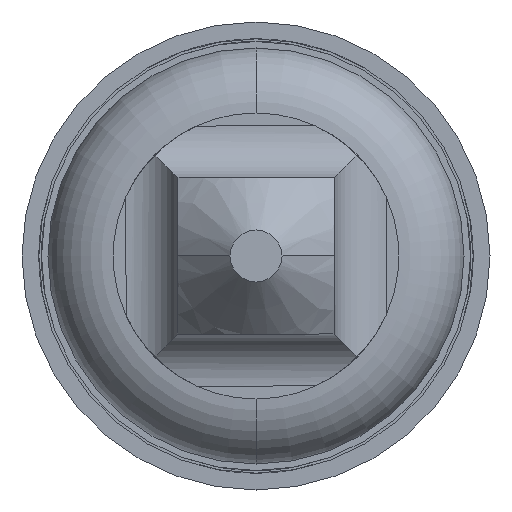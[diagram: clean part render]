
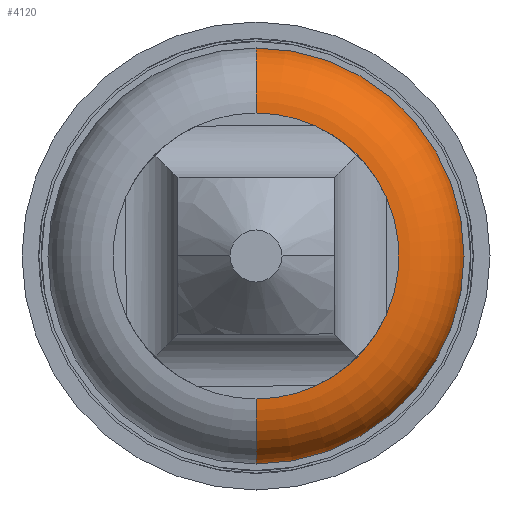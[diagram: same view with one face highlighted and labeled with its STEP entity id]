
A CAD part, front view. The second image highlights one B-rep face of the part: STEP entity #4120.
In plain terms, the highlighted toroidal (fillet/blend) face has major radius 0.55 mm and minor radius 0.25 mm.
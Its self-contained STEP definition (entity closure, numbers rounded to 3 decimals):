
#5 = EDGE_CURVE ( 'NONE', #1818, #4172, #951, .T. ) ;
#36 = VERTEX_POINT ( 'NONE', #2740 ) ;
#80 = EDGE_LOOP ( 'NONE', ( #5495, #2671, #3676, #1905, #3541, #325, #3161, #1449 ) ) ;
#289 = EDGE_CURVE ( 'Defeature ausgef�hrt1_44+Defeature ausgef�hrt1_62+Defeature ausgef�hrt1_59+Defeature ausgef�hrt1_59', #1818, #3879, #672, .T. ) ;
#325 = ORIENTED_EDGE ( 'NONE', *, *, #3473, .T. ) ;
#380 = TOROIDAL_SURFACE ( 'NONE', #983, 0.55, 0.25 ) ;
#672 = CIRCLE ( 'NONE', #3521, 0.55 ) ;
#712 = AXIS2_PLACEMENT_3D ( 'NONE', #3686, #4680, #947 ) ;
#897 = AXIS2_PLACEMENT_3D ( 'NONE', #1334, #3588, #5020 ) ;
#902 = DIRECTION ( 'NONE',  ( 0., 0., 1. ) ) ;
#947 = DIRECTION ( 'NONE',  ( 0., 0., 1. ) ) ;
#951 = CIRCLE ( 'NONE', #5229, 0.25 ) ;
#983 = AXIS2_PLACEMENT_3D ( 'NONE', #3331, #2468, #5742 ) ;
#1262 = VERTEX_POINT ( 'NONE', #4449 ) ;
#1334 = CARTESIAN_POINT ( 'NONE',  ( 0., -28.3, 0. ) ) ;
#1372 = DIRECTION ( 'NONE',  ( 0., 0., -1. ) ) ;
#1449 = ORIENTED_EDGE ( 'NONE', *, *, #1746, .T. ) ;
#1481 = CIRCLE ( 'NONE', #5859, 0.55 ) ;
#1485 = DIRECTION ( 'NONE',  ( -1., 0., 0. ) ) ;
#1520 = VERTEX_POINT ( 'NONE', #2441 ) ;
#1720 = EDGE_CURVE ( 'NONE', #5084, #1262, #1800, .T. ) ;
#1746 = EDGE_CURVE ( 'Defeature ausgef�hrt1_62+Defeature ausgef�hrt1_52+Defeature ausgef�hrt1_45+Defeature ausgef�hrt1_44', #36, #3879, #4641, .T. ) ;
#1800 = CIRCLE ( 'NONE', #5841, 0.25 ) ;
#1806 = DIRECTION ( 'NONE',  ( 0., 0., 1. ) ) ;
#1818 = VERTEX_POINT ( 'NONE', #4206 ) ;
#1849 = CARTESIAN_POINT ( 'NONE',  ( 0., -28.3, 0. ) ) ;
#1905 = ORIENTED_EDGE ( 'NONE', *, *, #1720, .F. ) ;
#1952 = CARTESIAN_POINT ( 'NONE',  ( 0.229, -28.3, 0.5 ) ) ;
#2124 = DIRECTION ( 'NONE',  ( 0., 1., 0. ) ) ;
#2352 = AXIS2_PLACEMENT_3D ( 'NONE', #5160, #2397, #902 ) ;
#2397 = DIRECTION ( 'NONE',  ( 0., -1., 0. ) ) ;
#2441 = CARTESIAN_POINT ( 'NONE',  ( 0.5, -28.3, 0.229 ) ) ;
#2468 = DIRECTION ( 'NONE',  ( 0., 1., 0. ) ) ;
#2671 = ORIENTED_EDGE ( 'NONE', *, *, #5, .T. ) ;
#2694 = CARTESIAN_POINT ( 'NONE',  ( 0., -28.3, 0.55 ) ) ;
#2740 = CARTESIAN_POINT ( 'NONE',  ( 0.5, -28.3, -0.229 ) ) ;
#2808 = DIRECTION ( 'NONE',  ( 0., -1., 0. ) ) ;
#2857 = EDGE_CURVE ( 'Defeature ausgef�hrt1_53+Defeature ausgef�hrt1_62+Defeature ausgef�hrt1_62+Defeature ausgef�hrt1_62', #1262, #4172, #3873, .T. ) ;
#3161 = ORIENTED_EDGE ( 'NONE', *, *, #4539, .F. ) ;
#3331 = CARTESIAN_POINT ( 'NONE',  ( 0., -28.05, 0. ) ) ;
#3473 = EDGE_CURVE ( 'Defeature ausgef�hrt1_62+Defeature ausgef�hrt1_50+Defeature ausgef�hrt1_54+Defeature ausgef�hrt1_45', #5616, #1520, #1481, .T. ) ;
#3521 = AXIS2_PLACEMENT_3D ( 'NONE', #5650, #2808, #1806 ) ;
#3541 = ORIENTED_EDGE ( 'NONE', *, *, #3991, .F. ) ;
#3549 = CARTESIAN_POINT ( 'NONE',  ( 0., -28.05, -0.8 ) ) ;
#3585 = CARTESIAN_POINT ( 'NONE',  ( 0.229, -28.3, -0.5 ) ) ;
#3588 = DIRECTION ( 'NONE',  ( 0., -1., 0. ) ) ;
#3676 = ORIENTED_EDGE ( 'NONE', *, *, #2857, .F. ) ;
#3686 = CARTESIAN_POINT ( 'NONE',  ( 0., -28.3, 0. ) ) ;
#3873 = CIRCLE ( 'NONE', #4054, 0.8 ) ;
#3879 = VERTEX_POINT ( 'NONE', #3585 ) ;
#3991 = EDGE_CURVE ( 'Defeature ausgef�hrt1_54+Defeature ausgef�hrt1_62+Defeature ausgef�hrt1_58+Defeature ausgef�hrt1_58', #5616, #5084, #4222, .T. ) ;
#3995 = DIRECTION ( 'NONE',  ( 0., 0., 1. ) ) ;
#4054 = AXIS2_PLACEMENT_3D ( 'NONE', #4920, #2124, #3995 ) ;
#4120 = ADVANCED_FACE ( 'Defeature ausgef�hrt1_62', ( #5810 ), #380, .T. ) ;
#4172 = VERTEX_POINT ( 'NONE', #3549 ) ;
#4206 = CARTESIAN_POINT ( 'NONE',  ( 0., -28.3, -0.55 ) ) ;
#4222 = CIRCLE ( 'NONE', #2352, 0.55 ) ;
#4449 = CARTESIAN_POINT ( 'NONE',  ( 0., -28.05, 0.8 ) ) ;
#4539 = EDGE_CURVE ( 'Defeature ausgef�hrt1_45+Defeature ausgef�hrt1_62+Defeature ausgef�hrt1_56+Defeature ausgef�hrt1_56', #36, #1520, #5484, .T. ) ;
#4597 = DIRECTION ( 'NONE',  ( 0., 0., 1. ) ) ;
#4641 = CIRCLE ( 'NONE', #712, 0.55 ) ;
#4680 = DIRECTION ( 'NONE',  ( 0., 1., 0. ) ) ;
#4698 = DIRECTION ( 'NONE',  ( 0., 0., 1. ) ) ;
#4920 = CARTESIAN_POINT ( 'NONE',  ( 0., -28.05, 0. ) ) ;
#5020 = DIRECTION ( 'NONE',  ( 0., 0., 1. ) ) ;
#5084 = VERTEX_POINT ( 'NONE', #2694 ) ;
#5108 = DIRECTION ( 'NONE',  ( 0., 1., 0. ) ) ;
#5121 = CARTESIAN_POINT ( 'NONE',  ( 0., -28.05, 0.55 ) ) ;
#5145 = DIRECTION ( 'NONE',  ( 1., 0., 0. ) ) ;
#5160 = CARTESIAN_POINT ( 'NONE',  ( 0., -28.3, 0. ) ) ;
#5229 = AXIS2_PLACEMENT_3D ( 'NONE', #5612, #5145, #1372 ) ;
#5484 = CIRCLE ( 'NONE', #897, 0.55 ) ;
#5495 = ORIENTED_EDGE ( 'NONE', *, *, #289, .F. ) ;
#5612 = CARTESIAN_POINT ( 'NONE',  ( 0., -28.05, -0.55 ) ) ;
#5616 = VERTEX_POINT ( 'NONE', #1952 ) ;
#5650 = CARTESIAN_POINT ( 'NONE',  ( 0., -28.3, 0. ) ) ;
#5742 = DIRECTION ( 'NONE',  ( 0., 0., 1. ) ) ;
#5810 = FACE_OUTER_BOUND ( 'NONE', #80, .T. ) ;
#5841 = AXIS2_PLACEMENT_3D ( 'NONE', #5121, #1485, #4698 ) ;
#5859 = AXIS2_PLACEMENT_3D ( 'NONE', #1849, #5108, #4597 ) ;
